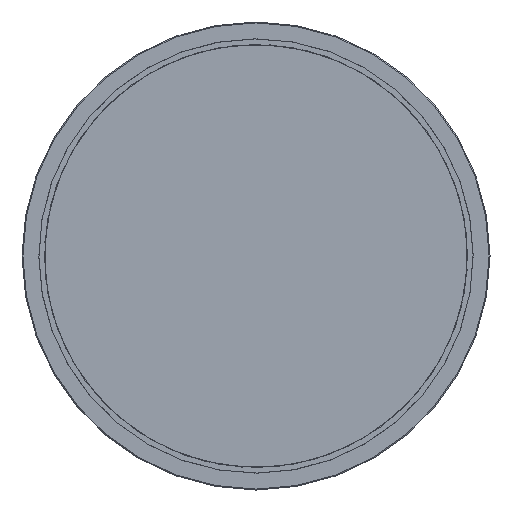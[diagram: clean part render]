
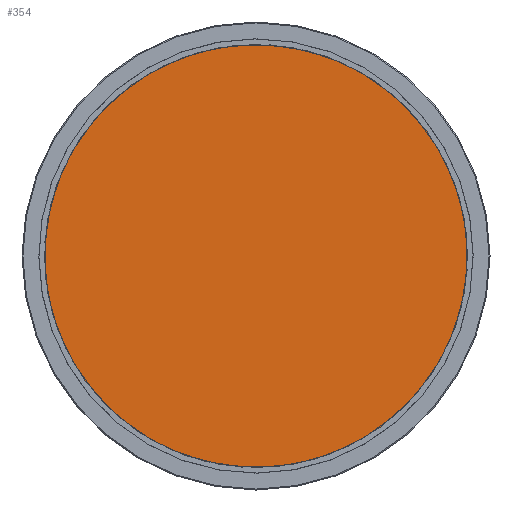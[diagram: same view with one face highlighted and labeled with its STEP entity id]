
A CAD part, front view. The second image highlights one B-rep face of the part: STEP entity #354.
In plain terms, the highlighted face is planar.
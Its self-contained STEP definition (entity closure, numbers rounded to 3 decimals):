
#51=PLANE('',#504);
#94=FACE_OUTER_BOUND('',#119,.T.);
#119=EDGE_LOOP('',(#314));
#154=CIRCLE('',#501,22.6);
#188=VERTEX_POINT('',#735);
#230=EDGE_CURVE('',#188,#188,#154,.T.);
#314=ORIENTED_EDGE('',*,*,#230,.T.);
#354=ADVANCED_FACE('',(#94),#51,.T.);
#501=AXIS2_PLACEMENT_3D('',#736,#616,#617);
#504=AXIS2_PLACEMENT_3D('',#741,#623,#624);
#616=DIRECTION('center_axis',(0.,0.,1.));
#617=DIRECTION('ref_axis',(-1.,0.,0.));
#623=DIRECTION('center_axis',(0.,0.,1.));
#624=DIRECTION('ref_axis',(1.,0.,0.));
#735=CARTESIAN_POINT('',(22.6,0.,7.));
#736=CARTESIAN_POINT('Origin',(0.,0.,7.));
#741=CARTESIAN_POINT('Origin',(0.,0.,
7.));
